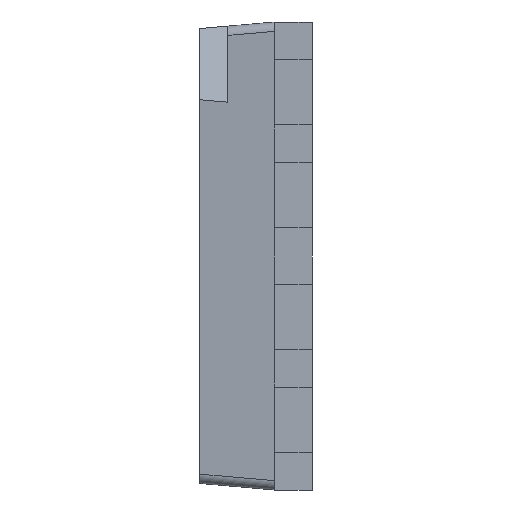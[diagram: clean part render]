
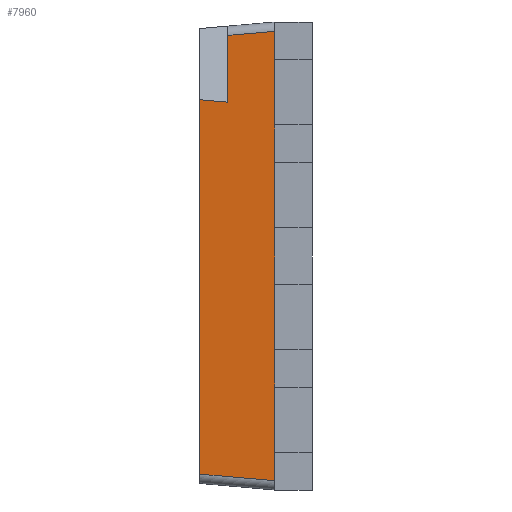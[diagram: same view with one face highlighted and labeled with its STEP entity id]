
A CAD part, left-side view. The second image highlights one B-rep face of the part: STEP entity #7960.
In plain terms, the highlighted planar face has unit normal (-0.996, 0.087, 0).
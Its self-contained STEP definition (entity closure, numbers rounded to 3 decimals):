
#27 = EDGE_CURVE ( 'NONE', #2662, #7067, #4720, .T. ) ;
#101 = CARTESIAN_POINT ( 'NONE',  ( -2.5, 0.4, 2.5 ) ) ;
#147 = DIRECTION ( 'NONE',  ( 0., 0., 1. ) ) ;
#202 = DIRECTION ( 'NONE',  ( -0.087, -0.992, -0.087 ) ) ;
#359 = VERTEX_POINT ( 'NONE', #9278 ) ;
#391 = DIRECTION ( 'NONE',  ( 0., 0., -1. ) ) ;
#556 = CARTESIAN_POINT ( 'NONE',  ( -2.5, 0.4, 2.5 ) ) ;
#646 = VECTOR ( 'NONE', #202, 1000. ) ;
#653 = DIRECTION ( 'NONE',  ( 0., 0., 1. ) ) ;
#697 = CARTESIAN_POINT ( 'NONE',  ( -2.5, 0.4, -2.5 ) ) ;
#821 = EDGE_CURVE ( 'NONE', #5039, #1919, #2835, .T. ) ;
#852 = CARTESIAN_POINT ( 'NONE',  ( -2.456, 0.9, 2.357 ) ) ;
#871 = CARTESIAN_POINT ( 'NONE',  ( -2.43, 1.2, -2.5 ) ) ;
#925 = VECTOR ( 'NONE', #6141, 1000. ) ;
#933 = VERTEX_POINT ( 'NONE', #4500 ) ;
#1260 = CARTESIAN_POINT ( 'NONE',  ( -2.5, 0.4, 2.5 ) ) ;
#1288 = DIRECTION ( 'NONE',  ( 0., 0., 1. ) ) ;
#1290 = VECTOR ( 'NONE', #8840, 1000. ) ;
#1349 = CARTESIAN_POINT ( 'NONE',  ( -2.5, 0.4, -2.1 ) ) ;
#1490 = DIRECTION ( 'NONE',  ( 0.087, 0.992, 0.087 ) ) ;
#1563 = DIRECTION ( 'NONE',  ( 0., 0., 1. ) ) ;
#1610 = VECTOR ( 'NONE', #8565, 1000. ) ;
#1762 = ORIENTED_EDGE ( 'NONE', *, *, #5466, .T. ) ;
#1849 = ORIENTED_EDGE ( 'NONE', *, *, #27, .F. ) ;
#1919 = VERTEX_POINT ( 'NONE', #852 ) ;
#1949 = CARTESIAN_POINT ( 'NONE',  ( -2.5, 0.4, -0.3 ) ) ;
#2033 = VERTEX_POINT ( 'NONE', #3648 ) ;
#2061 = VECTOR ( 'NONE', #7462, 1000. ) ;
#2311 = LINE ( 'NONE', #3976, #925 ) ;
#2364 = ORIENTED_EDGE ( 'NONE', *, *, #8577, .T. ) ;
#2376 = EDGE_CURVE ( 'NONE', #2033, #3840, #6620, .T. ) ;
#2451 = FACE_OUTER_BOUND ( 'NONE', #4839, .T. ) ;
#2487 = LINE ( 'NONE', #7804, #7306 ) ;
#2601 = ORIENTED_EDGE ( 'NONE', *, *, #8163, .T. ) ;
#2662 = VERTEX_POINT ( 'NONE', #9267 ) ;
#2831 = EDGE_CURVE ( 'NONE', #359, #6894, #5660, .T. ) ;
#2835 = LINE ( 'NONE', #9276, #1610 ) ;
#2862 = DIRECTION ( 'NONE',  ( 0., 0., -1. ) ) ;
#3217 = VERTEX_POINT ( 'NONE', #7926 ) ;
#3614 = CARTESIAN_POINT ( 'NONE',  ( -2.5, 0.4, 2.5 ) ) ;
#3648 = CARTESIAN_POINT ( 'NONE',  ( -2.43, 1.2, -2.33 ) ) ;
#3679 = AXIS2_PLACEMENT_3D ( 'NONE', #697, #5136, #7293 ) ;
#3740 = LINE ( 'NONE', #4528, #646 ) ;
#3773 = VERTEX_POINT ( 'NONE', #1949 ) ;
#3825 = EDGE_CURVE ( 'NONE', #7480, #7492, #5755, .T. ) ;
#3840 = VERTEX_POINT ( 'NONE', #8666 ) ;
#3848 = VECTOR ( 'NONE', #391, 1000. ) ;
#3976 = CARTESIAN_POINT ( 'NONE',  ( -2.463, 0.822, 2.363 ) ) ;
#4112 = ORIENTED_EDGE ( 'NONE', *, *, #7149, .F. ) ;
#4159 = VECTOR ( 'NONE', #653, 1000. ) ;
#4500 = CARTESIAN_POINT ( 'NONE',  ( -2.5, 0.4, -1. ) ) ;
#4528 = CARTESIAN_POINT ( 'NONE',  ( -2.501, 0.391, -2.401 ) ) ;
#4718 = CARTESIAN_POINT ( 'NONE',  ( -2.456, 0.9, 1.644 ) ) ;
#4720 = LINE ( 'NONE', #8235, #1290 ) ;
#4771 = LINE ( 'NONE', #556, #7990 ) ;
#4819 = ORIENTED_EDGE ( 'NONE', *, *, #821, .F. ) ;
#4839 = EDGE_LOOP ( 'NONE', ( #4819, #5434, #9256, #8334, #6415, #7673, #2601, #4112, #2364, #1849, #6766, #5013, #8100, #1762 ) ) ;
#4994 = VERTEX_POINT ( 'NONE', #6210 ) ;
#5013 = ORIENTED_EDGE ( 'NONE', *, *, #6136, .F. ) ;
#5019 = CARTESIAN_POINT ( 'NONE',  ( -2.5, 0.4, 2.5 ) ) ;
#5039 = VERTEX_POINT ( 'NONE', #4718 ) ;
#5136 = DIRECTION ( 'NONE',  ( -0.996, 0.087, 0. ) ) ;
#5320 = VECTOR ( 'NONE', #6457, 1000. ) ;
#5434 = ORIENTED_EDGE ( 'NONE', *, *, #7396, .T. ) ;
#5466 = EDGE_CURVE ( 'NONE', #6894, #1919, #2311, .T. ) ;
#5641 = VECTOR ( 'NONE', #2862, 1000. ) ;
#5660 = LINE ( 'NONE', #5019, #5320 ) ;
#5755 = LINE ( 'NONE', #1260, #4159 ) ;
#5768 = VECTOR ( 'NONE', #1490, 1000. ) ;
#5790 = EDGE_CURVE ( 'NONE', #2662, #3217, #6842, .T. ) ;
#5818 = CARTESIAN_POINT ( 'NONE',  ( -2.5, 0.4, -2.4 ) ) ;
#6011 = CARTESIAN_POINT ( 'NONE',  ( -2.5, 0.4, 0.3 ) ) ;
#6136 = EDGE_CURVE ( 'NONE', #359, #3217, #2487, .T. ) ;
#6141 = DIRECTION ( 'NONE',  ( 0.087, 0.992, -0.087 ) ) ;
#6210 = CARTESIAN_POINT ( 'NONE',  ( -2.5, 0.4, -1.4 ) ) ;
#6415 = ORIENTED_EDGE ( 'NONE', *, *, #3825, .T. ) ;
#6457 = DIRECTION ( 'NONE',  ( 0., 0., 1. ) ) ;
#6528 = EDGE_CURVE ( 'NONE', #2033, #7480, #3740, .T. ) ;
#6620 = LINE ( 'NONE', #871, #8783 ) ;
#6766 = ORIENTED_EDGE ( 'NONE', *, *, #5790, .T. ) ;
#6842 = LINE ( 'NONE', #3614, #8315 ) ;
#6894 = VERTEX_POINT ( 'NONE', #7185 ) ;
#6916 = LINE ( 'NONE', #6945, #3848 ) ;
#6945 = CARTESIAN_POINT ( 'NONE',  ( -2.5, 0.4, -1. ) ) ;
#7067 = VERTEX_POINT ( 'NONE', #6011 ) ;
#7149 = EDGE_CURVE ( 'NONE', #3773, #933, #6916, .T. ) ;
#7185 = CARTESIAN_POINT ( 'NONE',  ( -2.5, 0.4, 2.4 ) ) ;
#7293 = DIRECTION ( 'NONE',  ( -0.087, -0.996, 0. ) ) ;
#7306 = VECTOR ( 'NONE', #8511, 1000. ) ;
#7396 = EDGE_CURVE ( 'NONE', #5039, #3840, #9186, .T. ) ;
#7462 = DIRECTION ( 'NONE',  ( 0., 0., 1. ) ) ;
#7480 = VERTEX_POINT ( 'NONE', #5818 ) ;
#7492 = VERTEX_POINT ( 'NONE', #1349 ) ;
#7673 = ORIENTED_EDGE ( 'NONE', *, *, #7983, .F. ) ;
#7804 = CARTESIAN_POINT ( 'NONE',  ( -2.5, 0.4, 2.1 ) ) ;
#7926 = CARTESIAN_POINT ( 'NONE',  ( -2.5, 0.4, 1.4 ) ) ;
#7960 = ADVANCED_FACE ( 'NONE', ( #2451 ), #8835, .T. ) ;
#7983 = EDGE_CURVE ( 'NONE', #4994, #7492, #8055, .T. ) ;
#7990 = VECTOR ( 'NONE', #1288, 1000. ) ;
#8055 = LINE ( 'NONE', #9438, #5641 ) ;
#8100 = ORIENTED_EDGE ( 'NONE', *, *, #2831, .T. ) ;
#8163 = EDGE_CURVE ( 'NONE', #4994, #933, #9112, .T. ) ;
#8235 = CARTESIAN_POINT ( 'NONE',  ( -2.5, 0.4, 1. ) ) ;
#8315 = VECTOR ( 'NONE', #1563, 1000. ) ;
#8334 = ORIENTED_EDGE ( 'NONE', *, *, #6528, .T. ) ;
#8511 = DIRECTION ( 'NONE',  ( 0., 0., -1. ) ) ;
#8565 = DIRECTION ( 'NONE',  ( 0., 0., 1. ) ) ;
#8577 = EDGE_CURVE ( 'NONE', #3773, #7067, #4771, .T. ) ;
#8666 = CARTESIAN_POINT ( 'NONE',  ( -2.43, 1.2, 1.67 ) ) ;
#8717 = CARTESIAN_POINT ( 'NONE',  ( -2.531, 0.047, 1.569 ) ) ;
#8783 = VECTOR ( 'NONE', #147, 1000. ) ;
#8835 = PLANE ( 'NONE',  #3679 ) ;
#8840 = DIRECTION ( 'NONE',  ( 0., 0., -1. ) ) ;
#9112 = LINE ( 'NONE', #101, #2061 ) ;
#9186 = LINE ( 'NONE', #8717, #5768 ) ;
#9256 = ORIENTED_EDGE ( 'NONE', *, *, #2376, .F. ) ;
#9267 = CARTESIAN_POINT ( 'NONE',  ( -2.5, 0.4, 1. ) ) ;
#9276 = CARTESIAN_POINT ( 'NONE',  ( -2.456, 0.9, -2.5 ) ) ;
#9278 = CARTESIAN_POINT ( 'NONE',  ( -2.5, 0.4, 2.1 ) ) ;
#9438 = CARTESIAN_POINT ( 'NONE',  ( -2.5, 0.4, -2.1 ) ) ;
